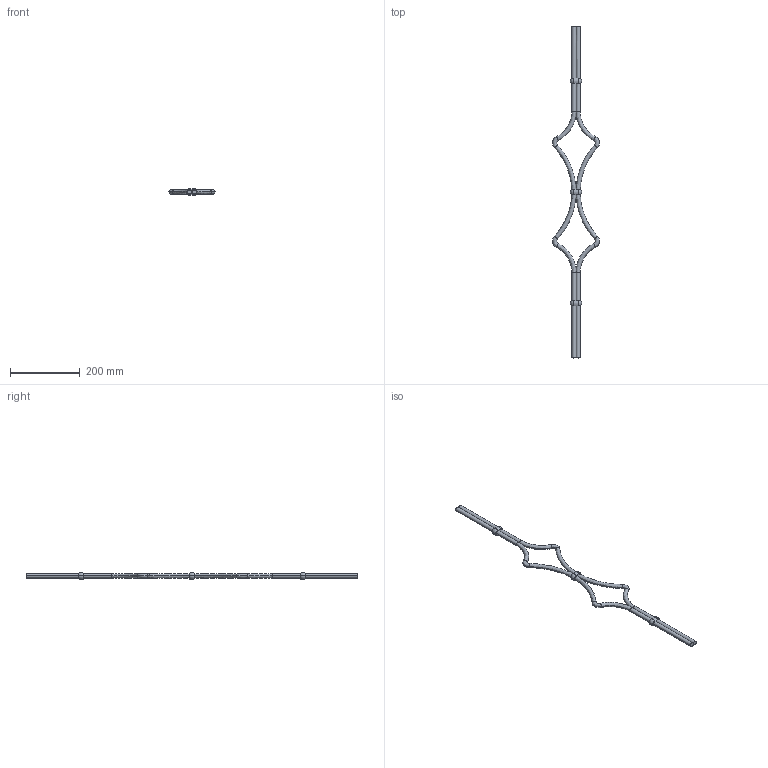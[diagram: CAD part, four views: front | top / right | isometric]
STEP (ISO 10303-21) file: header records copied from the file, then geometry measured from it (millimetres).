
FILE_DESCRIPTION (( 'STEP AP203' ), '1' );
FILE_NAME ('56100-240.STEP', '2016-05-24T07:28:41', ( '' ), ( '' ), 'SwSTEP 2.0', 'SolidWorks 2015', '' );
FILE_SCHEMA (( 'CONFIG_CONTROL_DESIGN' ));
Length unit declared in the file: millimetre
Products named in the file (1): 56100-240
Bounding box: 133.99 x 950 x 19.96 mm (x, y, z)
Volume: 241317.7 mm3; surface area: 84644.2 mm2
Topology: 5 solids, 5 shells, 321 faces, 792 edges, 500 vertices
Faces by surface type: plane 160, bspline 124, cylinder 25, torus 12
Entity records: 16913 total; most frequent: CARTESIAN_POINT 10145, ORIENTED_EDGE 1584, DIRECTION 998, EDGE_CURVE 792, VERTEX_POINT 500, VECTOR 460, LINE 460, EDGE_LOOP 346
